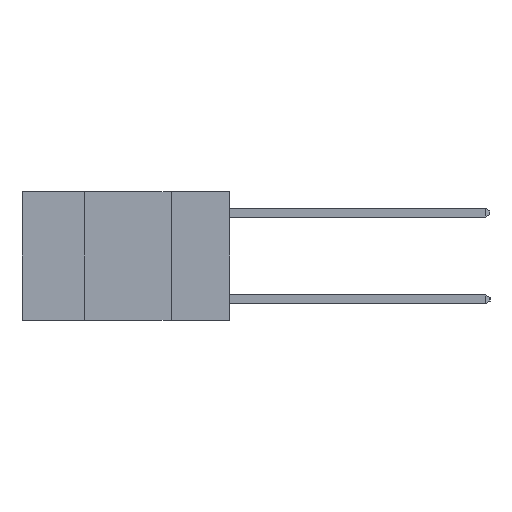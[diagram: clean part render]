
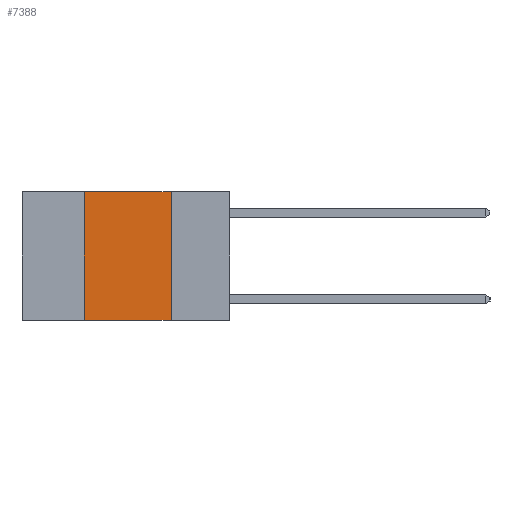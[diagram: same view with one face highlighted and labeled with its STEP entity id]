
A CAD part, left-side view. The second image highlights one B-rep face of the part: STEP entity #7388.
In plain terms, the highlighted planar face has unit normal (-1, 0, 0).
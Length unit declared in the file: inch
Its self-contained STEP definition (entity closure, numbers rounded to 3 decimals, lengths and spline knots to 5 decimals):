
#37 = AXIS2_PLACEMENT_3D ( 'NONE', #57, #5393, #850 ) ;
#57 = CARTESIAN_POINT ( 'NONE',  ( 0., 0.6, 0. ) ) ;
#285 = ORIENTED_EDGE ( 'NONE', *, *, #5604, .T. ) ;
#405 = ORIENTED_EDGE ( 'NONE', *, *, #1497, .F. ) ;
#850 = DIRECTION ( 'NONE',  ( 0., 0., -1. ) ) ;
#887 = VERTEX_POINT ( 'NONE', #4573 ) ;
#954 = CARTESIAN_POINT ( 'NONE',  ( 0., 0.6, -0.37 ) ) ;
#1146 = CARTESIAN_POINT ( 'NONE',  ( 0., 0.17, 0. ) ) ;
#1497 = EDGE_CURVE ( 'NONE', #2225, #6418, #4164, .T. ) ;
#1745 = DIRECTION ( 'NONE',  ( 0., -1., 0. ) ) ;
#2159 = VECTOR ( 'NONE', #9879, 39.37008 ) ;
#2225 = VERTEX_POINT ( 'NONE', #5361 ) ;
#3473 = VECTOR ( 'NONE', #3532, 39.37008 ) ;
#3532 = DIRECTION ( 'NONE',  ( 0., 0., 1. ) ) ;
#3920 = LINE ( 'NONE', #4081, #5691 ) ;
#3991 = CARTESIAN_POINT ( 'NONE',  ( 0., 0.17, -0.37 ) ) ;
#4081 = CARTESIAN_POINT ( 'NONE',  ( 0., 0.17, 0. ) ) ;
#4164 = LINE ( 'NONE', #5242, #2159 ) ;
#4573 = CARTESIAN_POINT ( 'NONE',  ( 0., 0.42, -0.37 ) ) ;
#4829 = DIRECTION ( 'NONE',  ( 0., 0., -1. ) ) ;
#5242 = CARTESIAN_POINT ( 'NONE',  ( 0., 0.6, 0. ) ) ;
#5361 = CARTESIAN_POINT ( 'NONE',  ( 0., 0.42, 0. ) ) ;
#5393 = DIRECTION ( 'NONE',  ( 1., 0., 0. ) ) ;
#5466 = LINE ( 'NONE', #8871, #3473 ) ;
#5604 = EDGE_CURVE ( 'NONE', #887, #7474, #8276, .T. ) ;
#5691 = VECTOR ( 'NONE', #4829, 39.37008 ) ;
#5984 = VECTOR ( 'NONE', #1745, 39.37008 ) ;
#6367 = ORIENTED_EDGE ( 'NONE', *, *, #7711, .F. ) ;
#6418 = VERTEX_POINT ( 'NONE', #1146 ) ;
#6556 = FACE_OUTER_BOUND ( 'NONE', #7971, .T. ) ;
#7388 = ADVANCED_FACE ( 'NONE', ( #6556 ), #9250, .F. ) ;
#7438 = ORIENTED_EDGE ( 'NONE', *, *, #8694, .F. ) ;
#7474 = VERTEX_POINT ( 'NONE', #3991 ) ;
#7711 = EDGE_CURVE ( 'NONE', #887, #2225, #5466, .T. ) ;
#7971 = EDGE_LOOP ( 'NONE', ( #7438, #405, #6367, #285 ) ) ;
#8276 = LINE ( 'NONE', #954, #5984 ) ;
#8694 = EDGE_CURVE ( 'NONE', #6418, #7474, #3920, .T. ) ;
#8871 = CARTESIAN_POINT ( 'NONE',  ( 0., 0.42, 0. ) ) ;
#9250 = PLANE ( 'NONE',  #37 ) ;
#9879 = DIRECTION ( 'NONE',  ( 0., -1., 0. ) ) ;
